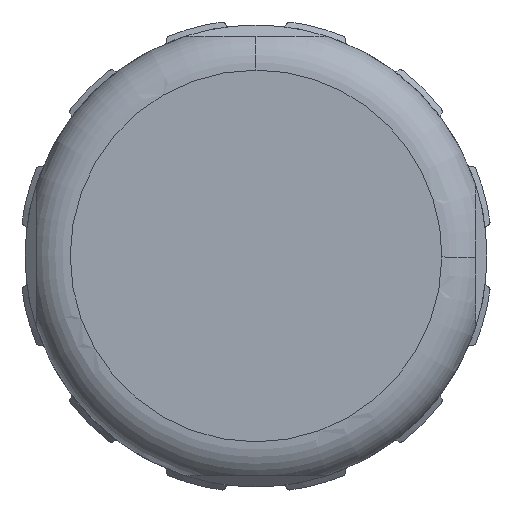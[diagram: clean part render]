
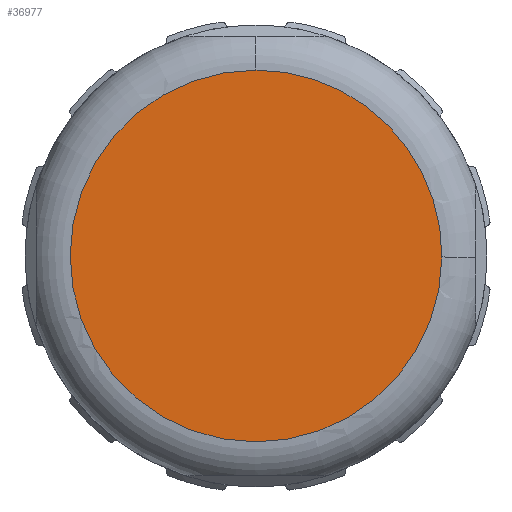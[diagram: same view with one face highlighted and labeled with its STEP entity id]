
A CAD part, front view. The second image highlights one B-rep face of the part: STEP entity #36977.
In plain terms, the highlighted planar face has unit normal (0, -1, 0).
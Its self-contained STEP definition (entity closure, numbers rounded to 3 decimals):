
#15744=CARTESIAN_POINT('',(0.,-22.35,0.));
#15745=DIRECTION('',(0.,-1.,0.));
#15746=DIRECTION('',(0.,0.,1.));
#15747=AXIS2_PLACEMENT_3D('',#15744,#15745,#15746);
#15830=CARTESIAN_POINT('',(0.,-22.35,0.));
#15831=DIRECTION('',(0.,-1.,0.));
#15832=DIRECTION('',(1.,0.,-0.005));
#15833=AXIS2_PLACEMENT_3D('',#15830,#15831,#15832);
#19916=CARTESIAN_POINT('',(0.,-22.35,8.25));
#19917=VERTEX_POINT('',#19916);
#19918=CARTESIAN_POINT('',(8.25,-22.35,
-0.044));
#19919=VERTEX_POINT('',#19918);
#36967=CARTESIAN_POINT('',(0.,-22.35,0.));
#36968=DIRECTION('',(0.,-1.,0.));
#36969=DIRECTION('',(-1.,0.,0.));
#36970=AXIS2_PLACEMENT_3D('',#36967,#36968,#36969);
#36971=PLANE('',#36970);
#36972=ORIENTED_EDGE('',*,*,#36946,.F.);
#36974=ORIENTED_EDGE('',*,*,#36973,.F.);
#36975=EDGE_LOOP('',(#36972,#36974));
#36976=FACE_OUTER_BOUND('',#36975,.F.);
#36977=ADVANCED_FACE('',(#36976),#36971,.T.);
#15748=CIRCLE('',#15747,8.25);
#15834=CIRCLE('',#15833,8.25);
#36946=EDGE_CURVE('',#19917,#19919,#15748,.T.);
#36973=EDGE_CURVE('',#19919,#19917,#15834,.T.);
